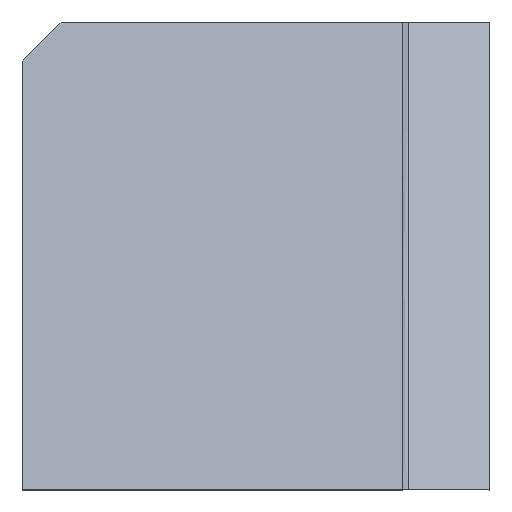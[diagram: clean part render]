
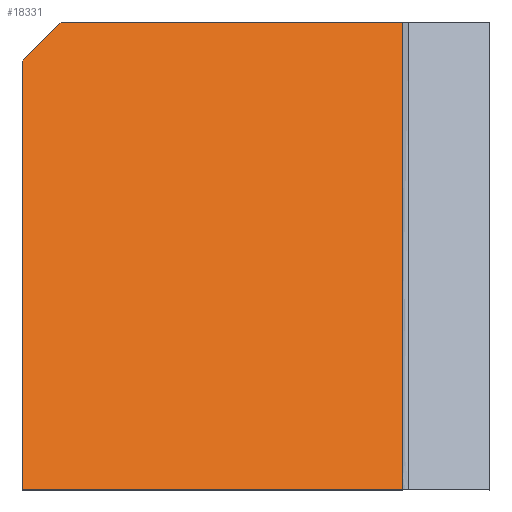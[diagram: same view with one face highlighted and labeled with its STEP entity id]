
A CAD part, left-side view. The second image highlights one B-rep face of the part: STEP entity #18331.
In plain terms, the highlighted planar face has unit normal (-0.943, 0, 0.334).
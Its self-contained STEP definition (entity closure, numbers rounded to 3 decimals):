
#988=VERTEX_POINT('',#23661);
#989=VERTEX_POINT('',#23662);
#993=VERTEX_POINT('',#23672);
#2838=VERTEX_POINT('',#30670);
#2840=VERTEX_POINT('',#30673);
#2852=VECTOR('',#19604,1.);
#2858=VECTOR('',#19611,1.);
#4967=VECTOR('',#23626,1.);
#4983=VECTOR('',#23655,1.);
#4984=VECTOR('',#23656,1.);
#4985=LINE('',#23660,#2852);
#4991=LINE('',#23673,#2858);
#7100=LINE('',#30672,#4967);
#7116=LINE('',#30721,#4983);
#7117=LINE('',#30722,#4984);
#7118=EDGE_CURVE('',#988,#989,#4985,.T.);
#7124=EDGE_CURVE('',#988,#993,#4991,.T.);
#9883=EDGE_CURVE('',#2838,#2840,#7100,.T.);
#9903=EDGE_CURVE('',#2840,#993,#7116,.T.);
#9904=EDGE_CURVE('',#989,#2838,#7117,.T.);
#13636=ORIENTED_EDGE('',*,*,#7118,.F.);
#13637=ORIENTED_EDGE('',*,*,#7124,.T.);
#13638=ORIENTED_EDGE('',*,*,#9903,.F.);
#13639=ORIENTED_EDGE('',*,*,#9883,.F.);
#13640=ORIENTED_EDGE('',*,*,#9904,.F.);
#16417=EDGE_LOOP('',(#13636,#13637,#13638,#13639,#13640));
#17378=FACE_BOUND('',#16417,.T.);
#18331=ADVANCED_FACE('',(#17378),#31337,.T.);
#19600=AXIS2_PLACEMENT_3D('',#30720,#23654,$);
#19604=DIRECTION('',(0.243,-0.686,0.686));
#19611=DIRECTION('',(-0.334,0.,-0.942));
#23626=DIRECTION('',(-0.334,0.,-0.942));
#23654=DIRECTION('',(-0.942,0.,0.334));
#23655=DIRECTION('',(0.,1.,0.));
#23656=DIRECTION('',(0.,-1.,0.));
#23660=CARTESIAN_POINT('',(-0.709,0.,-2.));
#23661=CARTESIAN_POINT('',(-0.709,0.,-2.));
#23662=CARTESIAN_POINT('',(0.,-2.,0.));
#23672=CARTESIAN_POINT('',(-8.512,0.,-24.));
#23673=CARTESIAN_POINT('',(-0.709,0.,-2.));
#30670=CARTESIAN_POINT('',(0.,-19.5,0.));
#30672=CARTESIAN_POINT('',(0.,-19.5,0.));
#30673=CARTESIAN_POINT('',(-8.512,-19.5,-24.));
#30720=CARTESIAN_POINT('',(0.,-19.5,0.));
#30721=CARTESIAN_POINT('',(-8.512,-19.5,-24.));
#30722=CARTESIAN_POINT('',(0.,-2.,0.));
#31337=PLANE('',#19600);
